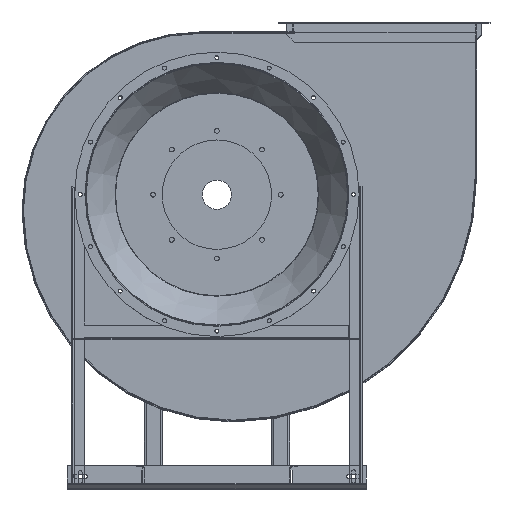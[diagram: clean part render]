
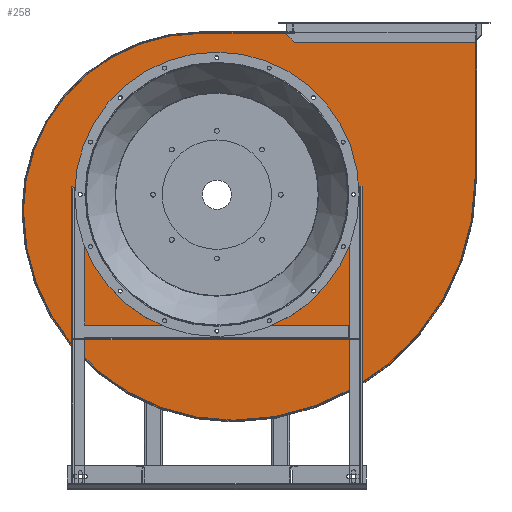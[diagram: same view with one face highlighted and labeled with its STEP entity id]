
A CAD part, top view. The second image highlights one B-rep face of the part: STEP entity #258.
In plain terms, the highlighted planar face has unit normal (0, 0, 1).
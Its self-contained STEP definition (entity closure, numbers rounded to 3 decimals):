
#258=ADVANCED_FACE('',(#20547,#20549),#20551,.T.);
#20547=FACE_BOUND('',#20548,.T.);
#20548=EDGE_LOOP('',(#37514,#37515,#37516,#37517,#37518,#37519,#37520,#37521,#37522));
#20549=FACE_BOUND('',#20550,.T.);
#20550=EDGE_LOOP('',(#37523));
#20551=PLANE('',#20552);
#20552=AXIS2_PLACEMENT_3D('',#20553,#20554,#20555);
#20553=CARTESIAN_POINT('',(-200.116,809.,937.));
#20554=DIRECTION('',(0.,0.,1.));
#20555=DIRECTION('',(1.,0.,0.));
#37514=ORIENTED_EDGE('',*,*,#51444,.F.);
#37515=ORIENTED_EDGE('',*,*,#51438,.T.);
#37516=ORIENTED_EDGE('',*,*,#51445,.T.);
#37517=ORIENTED_EDGE('',*,*,#51446,.T.);
#37518=ORIENTED_EDGE('',*,*,#51447,.T.);
#37519=ORIENTED_EDGE('',*,*,#51433,.T.);
#37520=ORIENTED_EDGE('',*,*,#51448,.F.);
#37521=ORIENTED_EDGE('',*,*,#51449,.F.);
#37522=ORIENTED_EDGE('',*,*,#51450,.F.);
#37523=ORIENTED_EDGE('',*,*,#51451,.F.);
#51433=EDGE_CURVE('',#58536,#58534,#58537,.T.);
#51438=EDGE_CURVE('',#58540,#58543,#58545,.T.);
#51444=EDGE_CURVE('',#58540,#58553,#58554,.T.);
#51445=EDGE_CURVE('',#58543,#58555,#58556,.T.);
#51446=EDGE_CURVE('',#58555,#58557,#58558,.T.);
#51447=EDGE_CURVE('',#58557,#58536,#58559,.T.);
#51448=EDGE_CURVE('',#58560,#58534,#58561,.F.);
#51449=EDGE_CURVE('',#58562,#58560,#58563,.T.);
#51450=EDGE_CURVE('',#58553,#58562,#58564,.F.);
#51451=EDGE_CURVE('',#58565,#58565,#58566,.T.);
#58534=VERTEX_POINT('',#70262);
#58536=VERTEX_POINT('',#70266);
#58537=LINE('',#70267,#70268);
#58540=VERTEX_POINT('',#70274);
#58543=VERTEX_POINT('',#70281);
#58545=LINE('',#70285,#70286);
#58553=VERTEX_POINT('',#70305);
#58554=LINE('',#70306,#70307);
#58555=VERTEX_POINT('',#70309);
#58556=CIRCLE('',#70310,490.127);
#58557=VERTEX_POINT('',#70314);
#58558=CIRCLE('',#70315,578.88);
#58559=CIRCLE('',#70319,667.628);
#58560=VERTEX_POINT('',#70323);
#58561=LINE('',#70324,#70325);
#58562=VERTEX_POINT('',#70327);
#58563=LINE('',#70328,#70329);
#58564=LINE('',#70331,#70332);
#58565=VERTEX_POINT('',#70334);
#58566=CIRCLE('',#70335,390.);
#70262=CARTESIAN_POINT('',(511.884,1232.65,937.));
#70266=CARTESIAN_POINT('',(511.884,853.375,937.));
#70267=CARTESIAN_POINT('',(511.884,853.375,937.));
#70268=VECTOR('',#70269,1.);
#70269=DIRECTION('',(0.,1.,0.));
#70274=CARTESIAN_POINT('',(-8.216,1254.75,937.));
#70281=CARTESIAN_POINT('',(-244.491,1254.75,937.));
#70285=CARTESIAN_POINT('',(-8.216,1254.75,937.));
#70286=VECTOR('',#70287,1.);
#70287=DIRECTION('',(-1.,0.,0.));
#70305=CARTESIAN_POINT('',(-8.216,1246.75,937.));
#70306=CARTESIAN_POINT('',(-8.216,1254.75,937.));
#70307=VECTOR('',#70308,1.);
#70308=DIRECTION('',(0.,-1.,0.));
#70309=CARTESIAN_POINT('',(-734.621,764.625,937.));
#70310=AXIS2_PLACEMENT_3D('',#70311,#70312,#70313);
#70311=CARTESIAN_POINT('',(-244.494,764.622,937.));
#70312=DIRECTION('',(0.,0.,1.));
#70313=DIRECTION('',(0.,1.,0.));
#70314=CARTESIAN_POINT('',(-155.741,185.745,937.));
#70315=AXIS2_PLACEMENT_3D('',#70316,#70317,#70318);
#70316=CARTESIAN_POINT('',(-155.741,764.625,937.));
#70317=DIRECTION('',(0.,0.,1.));
#70318=DIRECTION('',(-1.,0.,0.));
#70319=AXIS2_PLACEMENT_3D('',#70320,#70321,#70322);
#70320=CARTESIAN_POINT('',(-155.744,853.373,937.));
#70321=DIRECTION('',(0.,0.,1.));
#70322=DIRECTION('',(0.,-1.,0.));
#70323=CARTESIAN_POINT('',(505.984,1226.75,937.));
#70324=CARTESIAN_POINT('',(511.884,1232.65,937.));
#70325=VECTOR('',#70326,1.);
#70326=DIRECTION('',(-0.707,-0.707,0.));
#70327=CARTESIAN_POINT('',(11.784,1226.75,937.));
#70328=CARTESIAN_POINT('',(11.784,1226.75,937.));
#70329=VECTOR('',#70330,1.);
#70330=DIRECTION('',(1.,0.,0.));
#70331=CARTESIAN_POINT('',(11.784,1226.75,937.));
#70332=VECTOR('',#70333,1.);
#70333=DIRECTION('',(-0.707,0.707,0.));
#70334=CARTESIAN_POINT('',(-590.116,809.,937.));
#70335=AXIS2_PLACEMENT_3D('',#70336,#70337,#70338);
#70336=CARTESIAN_POINT('',(-200.116,809.,937.));
#70337=DIRECTION('',(0.,0.,1.));
#70338=DIRECTION('',(-1.,0.,0.));
